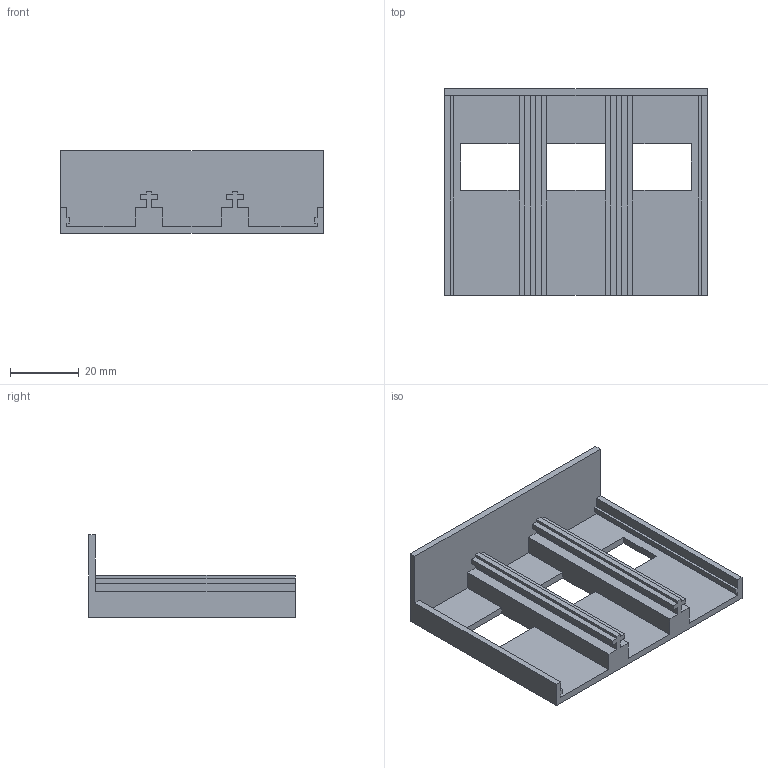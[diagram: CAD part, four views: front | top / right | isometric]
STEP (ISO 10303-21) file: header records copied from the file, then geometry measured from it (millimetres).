
FILE_DESCRIPTION(('CATIA V5 STEP Exchange'),'2;1');
FILE_NAME('1SDH001294R0037_1PA_001_00_A1_3p_LTC_inf.stp','2014-12-04T15:41:05+00:00',('none'),('none'),'CATIA Version 5 Release 20 SP 1 (IN-10)','CATIA V5 STEP AP214','none');
FILE_SCHEMA(('AUTOMOTIVE_DESIGN { 1 0 10303 214 1 1 1 1 }'));
Length unit declared in the file: millimetre
Products named in the file (1): 1SDH001294R0037_1PA_001_00_A1_3p_LTC_inf
Bounding box: 76.2 x 60 x 24 mm (x, y, z)
Volume: 18938.2 mm3; surface area: 16758.6 mm2
Topology: 1 solids, 1 shells, 61 faces, 186 edges, 124 vertices
Faces by surface type: plane 61
Entity records: 1945 total; most frequent: ORIENTED_EDGE 372, CARTESIAN_POINT 346, DIRECTION 256, VECTOR 186, EDGE_CURVE 186, LINE 186, VERTEX_POINT 124, EDGE_LOOP 64
